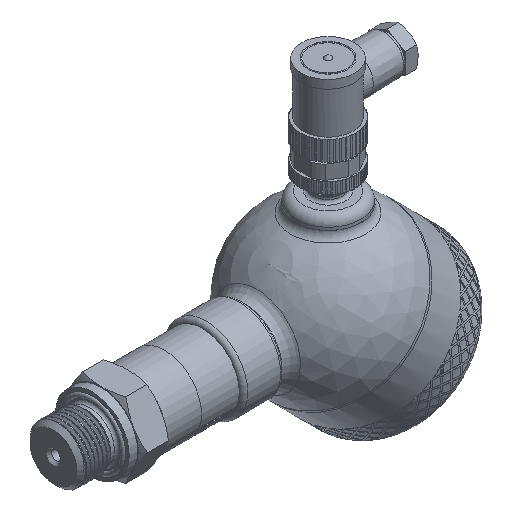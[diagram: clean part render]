
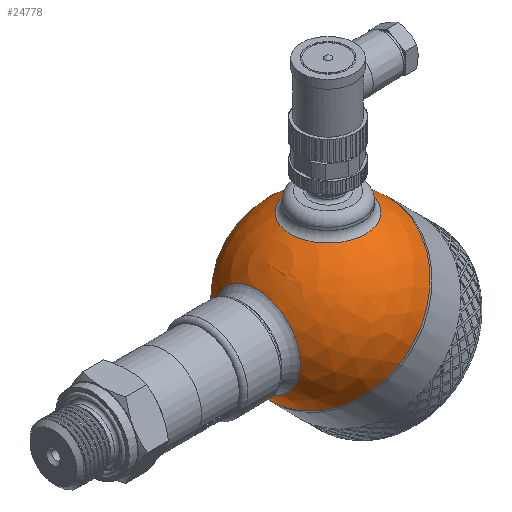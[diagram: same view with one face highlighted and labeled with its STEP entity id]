
A CAD part, isometric view. The second image highlights one B-rep face of the part: STEP entity #24778.
In plain terms, the highlighted spherical face has radius 30 mm.
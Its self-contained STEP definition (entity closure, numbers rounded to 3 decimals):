
#36=SPHERICAL_SURFACE('',#26320,30.);
#1044=FACE_BOUND('',#3359,.T.);
#1045=FACE_BOUND('',#3360,.T.);
#1737=FACE_OUTER_BOUND('',#3358,.T.);
#3358=EDGE_LOOP('',(#17754,#17755,#17756,#17757));
#3359=EDGE_LOOP('',(#17758));
#3360=EDGE_LOOP('',(#17759));
#4865=CIRCLE('',#26243,30.);
#4866=CIRCLE('',#26244,30.);
#4893=CIRCLE('',#26316,13.5);
#4896=CIRCLE('',#26321,30.);
#4897=CIRCLE('',#26322,15.643);
#9479=VERTEX_POINT('',#33862);
#9480=VERTEX_POINT('',#33864);
#9955=VERTEX_POINT('',#39926);
#9957=VERTEX_POINT('',#39933);
#9958=VERTEX_POINT('',#39935);
#12161=EDGE_CURVE('',#9479,#9480,#4865,.T.);
#12162=EDGE_CURVE('',#9480,#9479,#4866,.T.);
#12877=EDGE_CURVE('',#9955,#9955,#4893,.T.);
#12880=EDGE_CURVE('',#9480,#9957,#4896,.T.);
#12881=EDGE_CURVE('',#9958,#9958,#4897,.T.);
#17754=ORIENTED_EDGE('',*,*,#12162,.F.);
#17755=ORIENTED_EDGE('',*,*,#12880,.T.);
#17756=ORIENTED_EDGE('',*,*,#12880,.F.);
#17757=ORIENTED_EDGE('',*,*,#12161,.F.);
#17758=ORIENTED_EDGE('',*,*,#12881,.F.);
#17759=ORIENTED_EDGE('',*,*,#12877,.F.);
#24778=ADVANCED_FACE('',(#1737,#1044,#1045),#36,.T.);
#26243=AXIS2_PLACEMENT_3D('',#33865,#27951,#27952);
#26244=AXIS2_PLACEMENT_3D('',#33866,#27953,#27954);
#26316=AXIS2_PLACEMENT_3D('',#39927,#28349,#28350);
#26320=AXIS2_PLACEMENT_3D('',#39932,#28357,#28358);
#26321=AXIS2_PLACEMENT_3D('',#39934,#28359,#28360);
#26322=AXIS2_PLACEMENT_3D('',#39936,#28361,#28362);
#27951=DIRECTION('center_axis',(1.,0.,0.));
#27952=DIRECTION('ref_axis',(0.,1.,0.));
#27953=DIRECTION('center_axis',(1.,0.,0.));
#27954=DIRECTION('ref_axis',(0.,1.,0.));
#28349=DIRECTION('center_axis',(-0.707,0.,-0.707));
#28350=DIRECTION('ref_axis',(-0.707,0.,0.707));
#28357=DIRECTION('center_axis',(1.,0.,0.));
#28358=DIRECTION('ref_axis',(0.,-1.,0.));
#28359=DIRECTION('center_axis',(0.,0.,1.));
#28360=DIRECTION('ref_axis',(0.,1.,0.));
#28361=DIRECTION('center_axis',(-0.707,0.,0.707));
#28362=DIRECTION('ref_axis',(0.707,0.,0.707));
#33862=CARTESIAN_POINT('',(0.,-30.,0.));
#33864=CARTESIAN_POINT('',(0.,30.,0.));
#33865=CARTESIAN_POINT('Origin',(0.,0.,0.));
#33866=CARTESIAN_POINT('Origin',(0.,0.,0.));
#39926=CARTESIAN_POINT('',(-9.398,0.,-28.49));
#39927=CARTESIAN_POINT('Origin',(-18.944,0.,-18.944));
#39932=CARTESIAN_POINT('Origin',(0.,0.,0.));
#39933=CARTESIAN_POINT('',(-30.,0.,0.));
#39934=CARTESIAN_POINT('Origin',(0.,0.,0.));
#39935=CARTESIAN_POINT('',(-29.162,0.,7.04));
#39936=CARTESIAN_POINT('Origin',(-18.101,0.,18.101));
